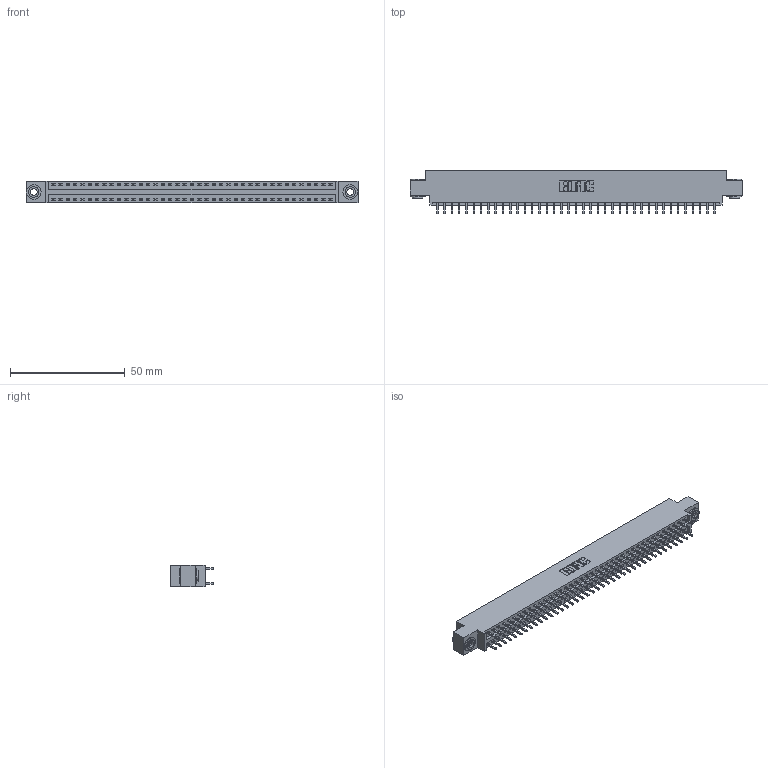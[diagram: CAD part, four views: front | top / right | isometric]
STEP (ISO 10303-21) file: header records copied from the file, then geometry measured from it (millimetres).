
FILE_DESCRIPTION (( 'STEP AP203' ), '1' );
FILE_NAME ('396-078-521-803.STEP', '2019-11-02T13:13:05', ( '' ), ( '' ), 'SwSTEP 2.0', 'SolidWorks 2016', '' );
FILE_SCHEMA (( 'CONFIG_CONTROL_DESIGN' ));
Length unit declared in the file: inch
Products named in the file (4): 346 Part_0.170 Offset - 0.156 Dia-TH; 345-292-001_345-293-121; 345-250-002_345-250-002-102; 396-078-521-803
Assembly tree (81 placements, depth 2):
  396-078-521-803
    346 Part_0.170 Offset - 0.156 Dia-TH
    345-292-001_345-293-121  x78
    345-250-002_345-250-002-102  x2
Bounding box: 144.4 x 19.05 x 9.4 mm (x, y, z)
Volume: 13890.3 mm3; surface area: 19225.5 mm2
Topology: 81 solids, 81 shells, 4220 faces, 12507 edges, 8230 vertices
Faces by surface type: plane 2820, cylinder 1392, cone 8
Entity records: 26656 total; most frequent: CARTESIAN_POINT 4375, ORIENTED_EDGE 4302, DIRECTION 3937, EDGE_CURVE 2151, LINE 1839, VECTOR 1839, VERTEX_POINT 1430, AXIS2_PLACEMENT_3D 1049
